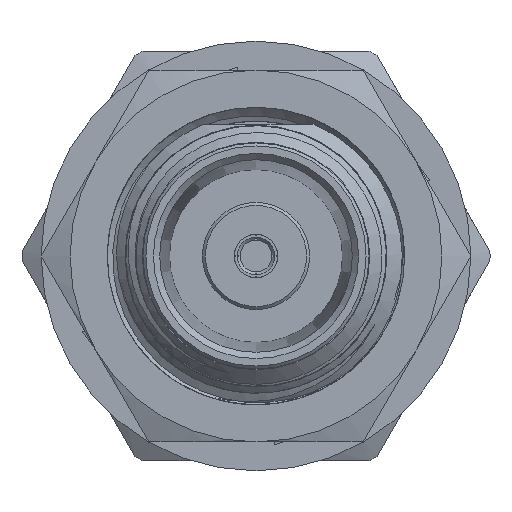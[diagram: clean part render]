
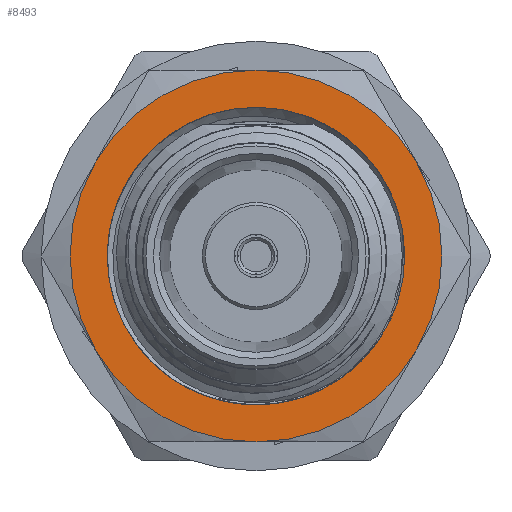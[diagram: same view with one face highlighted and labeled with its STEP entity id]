
A CAD part, left-side view. The second image highlights one B-rep face of the part: STEP entity #8493.
In plain terms, the highlighted planar face has unit normal (-1, 0, 0).
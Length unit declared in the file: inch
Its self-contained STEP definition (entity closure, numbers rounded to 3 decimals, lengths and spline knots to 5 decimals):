
#60 = ORIENTED_EDGE ( 'NONE', *, *, #4995, .T. ) ;
#913 = AXIS2_PLACEMENT_3D ( 'NONE', #14930, #19675, #10551 ) ;
#960 = VERTEX_POINT ( 'NONE', #10557 ) ;
#1158 = CARTESIAN_POINT ( 'NONE',  ( 0.4532, -0.27063, 0.15625 ) ) ;
#1866 = CARTESIAN_POINT ( 'NONE',  ( 0.4532, 0., 0. ) ) ;
#1944 = DIRECTION ( 'NONE',  ( -1., 0., 0. ) ) ;
#2038 = EDGE_CURVE ( 'NONE', #16026, #10187, #15574, .T. ) ;
#2097 = CIRCLE ( 'NONE', #16127, 0.25 ) ;
#2563 = DIRECTION ( 'NONE',  ( 0., -0.5, 0.866 ) ) ;
#2633 = DIRECTION ( 'NONE',  ( -1., 0., 0. ) ) ;
#2874 = ORIENTED_EDGE ( 'NONE', *, *, #2933, .T. ) ;
#2932 = CARTESIAN_POINT ( 'NONE',  ( 0.4532, 0., 0. ) ) ;
#2933 = EDGE_CURVE ( 'NONE', #2965, #960, #8261, .T. ) ;
#2938 = DIRECTION ( 'NONE',  ( -1., 0., 0. ) ) ;
#2965 = VERTEX_POINT ( 'NONE', #12139 ) ;
#2988 = EDGE_CURVE ( 'NONE', #5204, #2965, #12096, .T. ) ;
#3005 = CARTESIAN_POINT ( 'NONE',  ( 0.4532, 0.27063, 0.15625 ) ) ;
#3094 = DIRECTION ( 'NONE',  ( -1., 0., 0. ) ) ;
#3366 = CIRCLE ( 'NONE', #5631, 0.25 ) ;
#3971 = ORIENTED_EDGE ( 'NONE', *, *, #18651, .T. ) ;
#4453 = CIRCLE ( 'NONE', #5102, 0.3125 ) ;
#4632 = DIRECTION ( 'NONE',  ( 0., -0.5, 0.866 ) ) ;
#4860 = VERTEX_POINT ( 'NONE', #1158 ) ;
#4995 = EDGE_CURVE ( 'NONE', #960, #4860, #4453, .T. ) ;
#5090 = DIRECTION ( 'NONE',  ( 0., -0.5, 0.866 ) ) ;
#5102 = AXIS2_PLACEMENT_3D ( 'NONE', #7842, #1944, #12343 ) ;
#5204 = VERTEX_POINT ( 'NONE', #6549 ) ;
#5431 = EDGE_LOOP ( 'NONE', ( #3971, #17744, #16158, #13270, #2874, #60 ) ) ;
#5631 = AXIS2_PLACEMENT_3D ( 'NONE', #12218, #18288, #4632 ) ;
#6105 = EDGE_CURVE ( 'NONE', #10187, #5204, #12931, .T. ) ;
#6115 = CARTESIAN_POINT ( 'NONE',  ( 0.4532, 0., 0. ) ) ;
#6512 = CARTESIAN_POINT ( 'NONE',  ( 0.4532, 0., 0. ) ) ;
#6549 = CARTESIAN_POINT ( 'NONE',  ( 0.4532, 0.27063, -0.15625 ) ) ;
#6976 = AXIS2_PLACEMENT_3D ( 'NONE', #17637, #17448, #2563 ) ;
#7291 = EDGE_CURVE ( 'NONE', #9990, #7464, #3366, .T. ) ;
#7464 = VERTEX_POINT ( 'NONE', #15493 ) ;
#7842 = CARTESIAN_POINT ( 'NONE',  ( 0.4532, 0., 0. ) ) ;
#8073 = ORIENTED_EDGE ( 'NONE', *, *, #7291, .F. ) ;
#8103 = EDGE_CURVE ( 'NONE', #7464, #9990, #2097, .T. ) ;
#8261 = CIRCLE ( 'NONE', #913, 0.3125 ) ;
#8493 = ADVANCED_FACE ( 'NONE', ( #17148, #12665 ), #14162, .T. ) ;
#9034 = DIRECTION ( 'NONE',  ( 0., -0.5, 0.866 ) ) ;
#9444 = EDGE_LOOP ( 'NONE', ( #8073, #16096 ) ) ;
#9773 = DIRECTION ( 'NONE',  ( -1., 0., 0. ) ) ;
#9791 = AXIS2_PLACEMENT_3D ( 'NONE', #1866, #9773, #5090 ) ;
#9990 = VERTEX_POINT ( 'NONE', #10025 ) ;
#10025 = CARTESIAN_POINT ( 'NONE',  ( 0.4532, -0.21894, -0.12069 ) ) ;
#10187 = VERTEX_POINT ( 'NONE', #3005 ) ;
#10551 = DIRECTION ( 'NONE',  ( 0., -0.5, 0.866 ) ) ;
#10557 = CARTESIAN_POINT ( 'NONE',  ( 0.4532, -0.27063, -0.15625 ) ) ;
#12096 = CIRCLE ( 'NONE', #16227, 0.3125 ) ;
#12139 = CARTESIAN_POINT ( 'NONE',  ( 0.4532, 0., -0.3125 ) ) ;
#12196 = DIRECTION ( 'NONE',  ( 0., -0.5, 0.866 ) ) ;
#12218 = CARTESIAN_POINT ( 'NONE',  ( 0.4532, 0., 0. ) ) ;
#12343 = DIRECTION ( 'NONE',  ( 0., -0.5, 0.866 ) ) ;
#12614 = AXIS2_PLACEMENT_3D ( 'NONE', #6115, #3094, #12196 ) ;
#12665 = FACE_OUTER_BOUND ( 'NONE', #5431, .T. ) ;
#12931 = CIRCLE ( 'NONE', #12614, 0.3125 ) ;
#13200 = CARTESIAN_POINT ( 'NONE',  ( 0.4532, 0., 0.3125 ) ) ;
#13270 = ORIENTED_EDGE ( 'NONE', *, *, #2988, .T. ) ;
#14162 = PLANE ( 'NONE',  #9791 ) ;
#14930 = CARTESIAN_POINT ( 'NONE',  ( 0.4532, 0., 0. ) ) ;
#15493 = CARTESIAN_POINT ( 'NONE',  ( 0.4532, -0.06947, -0.24015 ) ) ;
#15574 = CIRCLE ( 'NONE', #6976, 0.3125 ) ;
#15888 = CIRCLE ( 'NONE', #17787, 0.3125 ) ;
#16026 = VERTEX_POINT ( 'NONE', #13200 ) ;
#16096 = ORIENTED_EDGE ( 'NONE', *, *, #8103, .F. ) ;
#16127 = AXIS2_PLACEMENT_3D ( 'NONE', #6512, #17284, #18774 ) ;
#16158 = ORIENTED_EDGE ( 'NONE', *, *, #6105, .T. ) ;
#16227 = AXIS2_PLACEMENT_3D ( 'NONE', #19297, #2938, #9034 ) ;
#17148 = FACE_BOUND ( 'NONE', #9444, .T. ) ;
#17284 = DIRECTION ( 'NONE',  ( -1., 0., 0. ) ) ;
#17448 = DIRECTION ( 'NONE',  ( -1., 0., 0. ) ) ;
#17637 = CARTESIAN_POINT ( 'NONE',  ( 0.4532, 0., 0. ) ) ;
#17744 = ORIENTED_EDGE ( 'NONE', *, *, #2038, .T. ) ;
#17787 = AXIS2_PLACEMENT_3D ( 'NONE', #2932, #2633, #19291 ) ;
#18288 = DIRECTION ( 'NONE',  ( -1., 0., 0. ) ) ;
#18651 = EDGE_CURVE ( 'NONE', #4860, #16026, #15888, .T. ) ;
#18774 = DIRECTION ( 'NONE',  ( 0., -0.5, 0.866 ) ) ;
#19291 = DIRECTION ( 'NONE',  ( 0., -0.5, 0.866 ) ) ;
#19297 = CARTESIAN_POINT ( 'NONE',  ( 0.4532, 0., 0. ) ) ;
#19675 = DIRECTION ( 'NONE',  ( -1., 0., 0. ) ) ;
